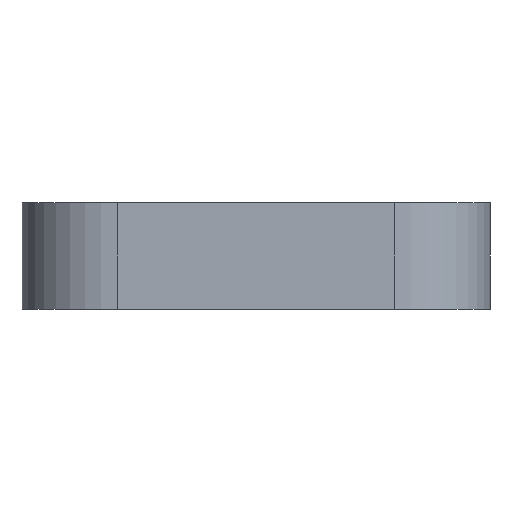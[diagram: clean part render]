
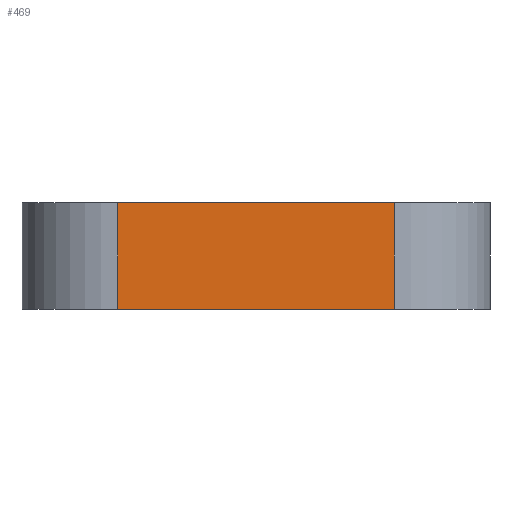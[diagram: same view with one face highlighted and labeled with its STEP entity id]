
A CAD part, front view. The second image highlights one B-rep face of the part: STEP entity #469.
In plain terms, the highlighted planar face has unit normal (0, -1, 0).
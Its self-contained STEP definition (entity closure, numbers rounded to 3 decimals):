
#1 = ORIENTED_EDGE ( 'NONE', *, *, #345, .F. ) ;
#54 = LINE ( 'NONE', #876, #163 ) ;
#68 = PLANE ( 'NONE',  #279 ) ;
#122 = EDGE_CURVE ( 'NONE', #822, #1210, #646, .T. ) ;
#163 = VECTOR ( 'NONE', #1053, 1000. ) ;
#279 = AXIS2_PLACEMENT_3D ( 'NONE', #666, #1191, #1117 ) ;
#306 = CARTESIAN_POINT ( 'NONE',  ( 708.446, 432.61, 5.58 ) ) ;
#327 = VERTEX_POINT ( 'NONE', #778 ) ;
#345 = EDGE_CURVE ( 'NONE', #1210, #602, #54, .T. ) ;
#352 = CARTESIAN_POINT ( 'NONE',  ( 722.946, 432.61, 0. ) ) ;
#366 = ORIENTED_EDGE ( 'NONE', *, *, #122, .F. ) ;
#462 = ORIENTED_EDGE ( 'NONE', *, *, #1091, .T. ) ;
#469 = ADVANCED_FACE ( 'NONE', ( #685 ), #68, .F. ) ;
#471 = ORIENTED_EDGE ( 'NONE', *, *, #894, .T. ) ;
#478 = VECTOR ( 'NONE', #725, 1000. ) ;
#602 = VERTEX_POINT ( 'NONE', #352 ) ;
#646 = LINE ( 'NONE', #1103, #731 ) ;
#666 = CARTESIAN_POINT ( 'NONE',  ( 0., 432.61, 5.58 ) ) ;
#685 = FACE_OUTER_BOUND ( 'NONE', #760, .T. ) ;
#712 = VECTOR ( 'NONE', #935, 1000. ) ;
#725 = DIRECTION ( 'NONE',  ( 0., 0., -1. ) ) ;
#731 = VECTOR ( 'NONE', #907, 1000. ) ;
#758 = CARTESIAN_POINT ( 'NONE',  ( 0., 432.61, 0. ) ) ;
#760 = EDGE_LOOP ( 'NONE', ( #462, #1, #366, #471 ) ) ;
#778 = CARTESIAN_POINT ( 'NONE',  ( 708.446, 432.61, 0. ) ) ;
#822 = VERTEX_POINT ( 'NONE', #306 ) ;
#876 = CARTESIAN_POINT ( 'NONE',  ( 722.946, 432.61, 5.58 ) ) ;
#894 = EDGE_CURVE ( 'NONE', #822, #327, #1246, .T. ) ;
#907 = DIRECTION ( 'NONE',  ( 1., 0., 0. ) ) ;
#935 = DIRECTION ( 'NONE',  ( 1., 0., 0. ) ) ;
#981 = LINE ( 'NONE', #758, #712 ) ;
#1019 = CARTESIAN_POINT ( 'NONE',  ( 708.446, 432.61, 5.58 ) ) ;
#1053 = DIRECTION ( 'NONE',  ( 0., 0., -1. ) ) ;
#1091 = EDGE_CURVE ( 'NONE', #327, #602, #981, .T. ) ;
#1103 = CARTESIAN_POINT ( 'NONE',  ( 0., 432.61, 5.58 ) ) ;
#1117 = DIRECTION ( 'NONE',  ( -1., 0., 0. ) ) ;
#1191 = DIRECTION ( 'NONE',  ( 0., 1., 0. ) ) ;
#1210 = VERTEX_POINT ( 'NONE', #1217 ) ;
#1217 = CARTESIAN_POINT ( 'NONE',  ( 722.946, 432.61, 5.58 ) ) ;
#1246 = LINE ( 'NONE', #1019, #478 ) ;
